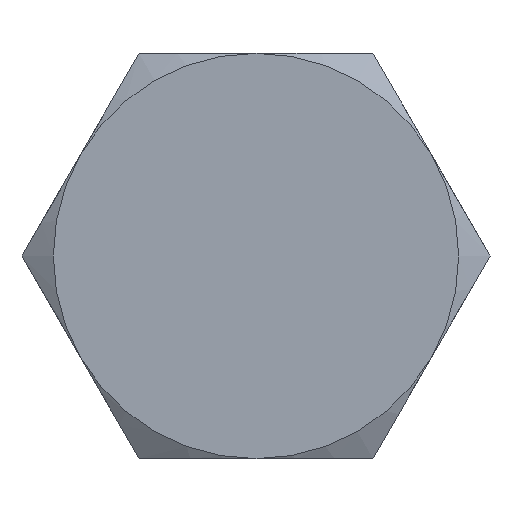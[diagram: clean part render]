
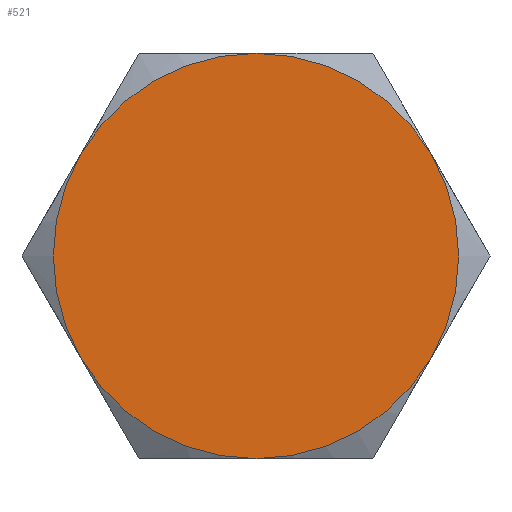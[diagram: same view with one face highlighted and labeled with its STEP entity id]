
A CAD part, left-side view. The second image highlights one B-rep face of the part: STEP entity #521.
In plain terms, the highlighted planar face has unit normal (-1, 0, 0).
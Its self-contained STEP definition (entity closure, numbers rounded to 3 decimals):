
#19 = FACE_OUTER_BOUND ( 'NONE', #2218, .T. ) ;
#36 = CARTESIAN_POINT ( 'NONE',  ( 0., 0., 0. ) ) ;
#88 = CARTESIAN_POINT ( 'NONE',  ( 0., -5.629, 3.25 ) ) ;
#91 = VERTEX_POINT ( 'NONE', #1879 ) ;
#158 = DIRECTION ( 'NONE',  ( 1., 0., 0. ) ) ;
#199 = DIRECTION ( 'NONE',  ( 0., 0., -1. ) ) ;
#214 = CARTESIAN_POINT ( 'NONE',  ( 0., 0., 0. ) ) ;
#240 = CIRCLE ( 'NONE', #2310, 6.5 ) ;
#353 = ORIENTED_EDGE ( 'NONE', *, *, #384, .F. ) ;
#384 = EDGE_CURVE ( 'NONE', #1115, #2243, #240, .T. ) ;
#386 = DIRECTION ( 'NONE',  ( 0., 0., -1. ) ) ;
#456 = PLANE ( 'NONE',  #2257 ) ;
#502 = DIRECTION ( 'NONE',  ( 1., 0., 0. ) ) ;
#521 = ADVANCED_FACE ( 'NONE', ( #19 ), #456, .F. ) ;
#535 = VERTEX_POINT ( 'NONE', #1352 ) ;
#583 = CARTESIAN_POINT ( 'NONE',  ( 0., 5.629, 3.25 ) ) ;
#621 = AXIS2_PLACEMENT_3D ( 'NONE', #1078, #2338, #1309 ) ;
#648 = AXIS2_PLACEMENT_3D ( 'NONE', #2137, #1018, #2293 ) ;
#650 = AXIS2_PLACEMENT_3D ( 'NONE', #36, #1453, #199 ) ;
#657 = AXIS2_PLACEMENT_3D ( 'NONE', #1759, #502, #1301 ) ;
#660 = DIRECTION ( 'NONE',  ( 1., 0., 0. ) ) ;
#735 = ORIENTED_EDGE ( 'NONE', *, *, #2271, .F. ) ;
#989 = ORIENTED_EDGE ( 'NONE', *, *, #2268, .F. ) ;
#995 = AXIS2_PLACEMENT_3D ( 'NONE', #214, #1661, #386 ) ;
#1018 = DIRECTION ( 'NONE',  ( 1., 0., 0. ) ) ;
#1078 = CARTESIAN_POINT ( 'NONE',  ( 0., 0., 0. ) ) ;
#1115 = VERTEX_POINT ( 'NONE', #2269 ) ;
#1301 = DIRECTION ( 'NONE',  ( 0., 0., -1. ) ) ;
#1309 = DIRECTION ( 'NONE',  ( 0., 0., 1. ) ) ;
#1352 = CARTESIAN_POINT ( 'NONE',  ( 0., 0., 6.5 ) ) ;
#1398 = CARTESIAN_POINT ( 'NONE',  ( 0., 0., 0. ) ) ;
#1400 = CARTESIAN_POINT ( 'NONE',  ( 0., 5.629, -3.25 ) ) ;
#1453 = DIRECTION ( 'NONE',  ( 1., 0., 0. ) ) ;
#1531 = CIRCLE ( 'NONE', #995, 6.5 ) ;
#1548 = CIRCLE ( 'NONE', #657, 6.5 ) ;
#1568 = EDGE_CURVE ( 'NONE', #535, #1729, #1531, .T. ) ;
#1599 = DIRECTION ( 'NONE',  ( 0., 0., -1. ) ) ;
#1620 = VERTEX_POINT ( 'NONE', #583 ) ;
#1661 = DIRECTION ( 'NONE',  ( 1., 0., 0. ) ) ;
#1729 = VERTEX_POINT ( 'NONE', #88 ) ;
#1733 = ORIENTED_EDGE ( 'NONE', *, *, #1568, .F. ) ;
#1758 = ORIENTED_EDGE ( 'NONE', *, *, #2376, .T. ) ;
#1759 = CARTESIAN_POINT ( 'NONE',  ( 0., 0., 0. ) ) ;
#1876 = CIRCLE ( 'NONE', #621, 6.5 ) ;
#1879 = CARTESIAN_POINT ( 'NONE',  ( 0., -5.629, -3.25 ) ) ;
#1884 = CARTESIAN_POINT ( 'NONE',  ( 0., 7.506, 0. ) ) ;
#1885 = ORIENTED_EDGE ( 'NONE', *, *, #2291, .F. ) ;
#1968 = CIRCLE ( 'NONE', #650, 6.5 ) ;
#2020 = CIRCLE ( 'NONE', #648, 6.5 ) ;
#2045 = DIRECTION ( 'NONE',  ( 0., 0., -1. ) ) ;
#2137 = CARTESIAN_POINT ( 'NONE',  ( 0., 0., 0. ) ) ;
#2218 = EDGE_LOOP ( 'NONE', ( #353, #735, #989, #1733, #1758, #1885 ) ) ;
#2243 = VERTEX_POINT ( 'NONE', #1400 ) ;
#2257 = AXIS2_PLACEMENT_3D ( 'NONE', #1884, #660, #2045 ) ;
#2268 = EDGE_CURVE ( 'NONE', #1729, #91, #1548, .T. ) ;
#2269 = CARTESIAN_POINT ( 'NONE',  ( 0., 0., -6.5 ) ) ;
#2271 = EDGE_CURVE ( 'NONE', #91, #1115, #1968, .T. ) ;
#2291 = EDGE_CURVE ( 'NONE', #2243, #1620, #2020, .T. ) ;
#2293 = DIRECTION ( 'NONE',  ( 0., 0., -1. ) ) ;
#2310 = AXIS2_PLACEMENT_3D ( 'NONE', #1398, #158, #1599 ) ;
#2338 = DIRECTION ( 'NONE',  ( -1., 0., 0. ) ) ;
#2376 = EDGE_CURVE ( 'NONE', #535, #1620, #1876, .T. ) ;
